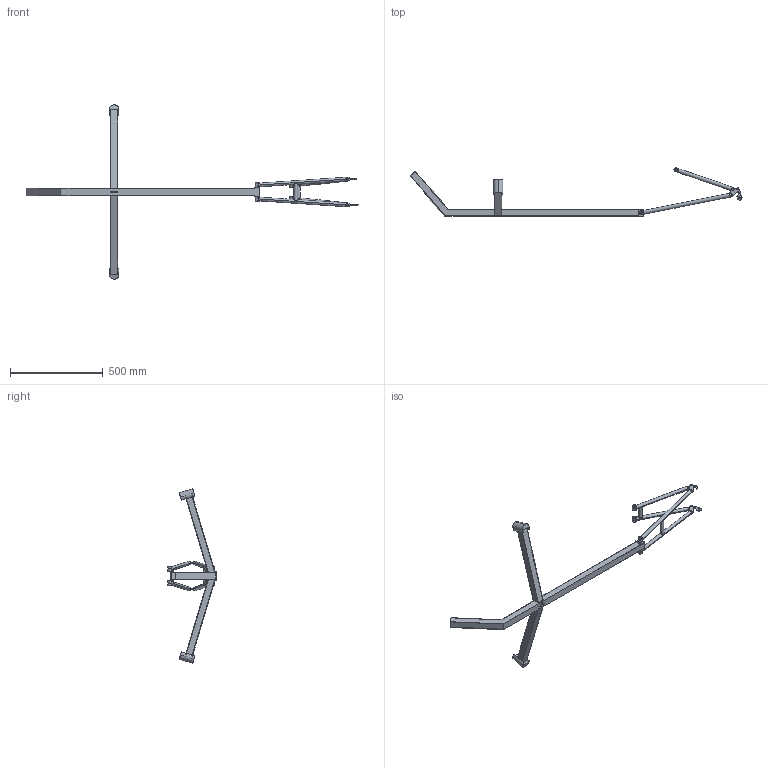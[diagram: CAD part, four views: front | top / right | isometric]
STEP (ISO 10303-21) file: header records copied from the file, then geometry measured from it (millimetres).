
FILE_DESCRIPTION((''),'2;1');
FILE_NAME('WHOLEINPART','2018-04-01T',('Syed Mubashir'),(''),'PRO/ENGINEER BY PARAMETRIC TECHNOLOGY CORPORATION, 2012130','PRO/ENGINEER BY PARAMETRIC TECHNOLOGY CORPORATION, 2012130','');
FILE_SCHEMA(('CONFIG_CONTROL_DESIGN'));
Length unit declared in the file: millimetre
Products named in the file (1): WHOLEINPART
Bounding box: 1794.22 x 262.33 x 942.71 mm (x, y, z)
Volume: 1002341.6 mm3; surface area: 798044.8 mm2
Topology: 1 solids, 5 shells, 251 faces, 694 edges, 431 vertices
Faces by surface type: plane 97, cylinder 78, bspline 24, torus 24, cone 16, sphere 12
Entity records: 13973 total; most frequent: CARTESIAN_POINT 7863, ORIENTED_EDGE 1336, DIRECTION 1162, EDGE_CURVE 671, VERTEX_POINT 431, AXIS2_PLACEMENT_3D 429, VECTOR 304, LINE 304
